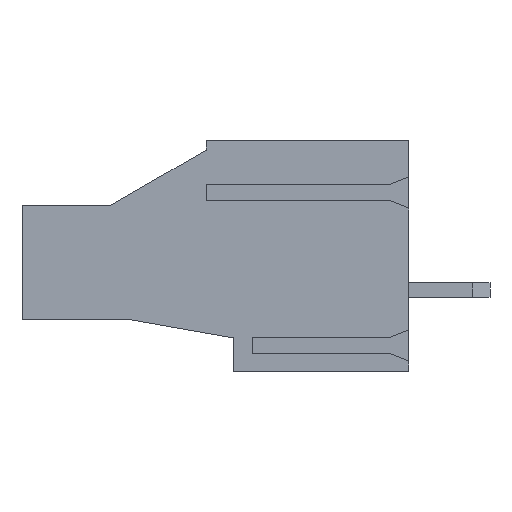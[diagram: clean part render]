
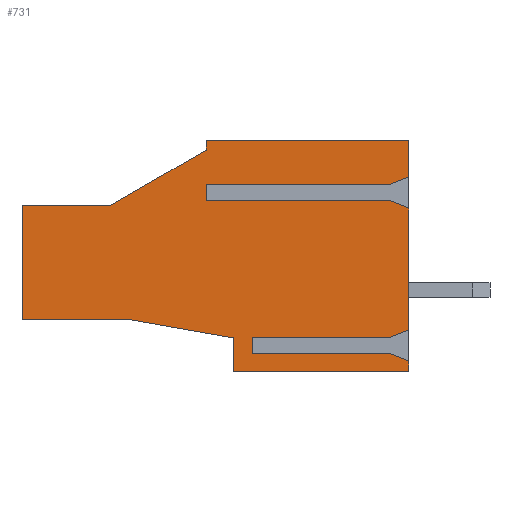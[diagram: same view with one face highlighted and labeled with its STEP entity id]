
A CAD part, left-side view. The second image highlights one B-rep face of the part: STEP entity #731.
In plain terms, the highlighted planar face has unit normal (-1, 0, 0).
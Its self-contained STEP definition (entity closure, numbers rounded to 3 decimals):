
#731 = ADVANCED_FACE( '', ( #1547 ), #1548, .T. );
#1547 = FACE_OUTER_BOUND( '', #2433, .T. );
#1548 = PLANE( '', #2434 );
#2433 = EDGE_LOOP( '', ( #4644, #4645, #4646, #4647, #4648, #4649, #4650, #4651, #4652, #4653, #4654, #4655, #4656, #4657, #4658, #4659, #4660, #4661, #4662, #4663, #4664, #4665 ) );
#2434 = AXIS2_PLACEMENT_3D( '', #4666, #4667, #4668 );
#4644 = ORIENTED_EDGE( '', *, *, #5925, .T. );
#4645 = ORIENTED_EDGE( '', *, *, #5613, .F. );
#4646 = ORIENTED_EDGE( '', *, *, #6201, .F. );
#4647 = ORIENTED_EDGE( '', *, *, #6202, .T. );
#4648 = ORIENTED_EDGE( '', *, *, #6203, .T. );
#4649 = ORIENTED_EDGE( '', *, *, #6145, .T. );
#4650 = ORIENTED_EDGE( '', *, *, #6186, .T. );
#4651 = ORIENTED_EDGE( '', *, *, #6019, .F. );
#4652 = ORIENTED_EDGE( '', *, *, #5569, .F. );
#4653 = ORIENTED_EDGE( '', *, *, #6204, .T. );
#4654 = ORIENTED_EDGE( '', *, *, #6205, .T. );
#4655 = ORIENTED_EDGE( '', *, *, #5738, .T. );
#4656 = ORIENTED_EDGE( '', *, *, #5986, .T. );
#4657 = ORIENTED_EDGE( '', *, *, #5950, .T. );
#4658 = ORIENTED_EDGE( '', *, *, #5321, .T. );
#4659 = ORIENTED_EDGE( '', *, *, #5899, .T. );
#4660 = ORIENTED_EDGE( '', *, *, #5394, .T. );
#4661 = ORIENTED_EDGE( '', *, *, #5668, .T. );
#4662 = ORIENTED_EDGE( '', *, *, #5536, .T. );
#4663 = ORIENTED_EDGE( '', *, *, #6108, .T. );
#4664 = ORIENTED_EDGE( '', *, *, #6206, .T. );
#4665 = ORIENTED_EDGE( '', *, *, #5921, .T. );
#4666 = CARTESIAN_POINT( '', ( -89.29, -83.045, -3.5 ) );
#4667 = DIRECTION( '', ( -1., 0., 0. ) );
#4668 = DIRECTION( '', ( 0., 1., 0. ) );
#5321 = EDGE_CURVE( '', #6389, #6387, #6390, .T. );
#5394 = EDGE_CURVE( '', #6524, #6528, #6530, .T. );
#5536 = EDGE_CURVE( '', #6767, #6765, #6768, .T. );
#5569 = EDGE_CURVE( '', #6822, #6823, #6824, .T. );
#5613 = EDGE_CURVE( '', #6891, #6893, #6894, .T. );
#5668 = EDGE_CURVE( '', #6528, #6767, #6981, .T. );
#5738 = EDGE_CURVE( '', #7094, #7092, #7095, .T. );
#5899 = EDGE_CURVE( '', #6387, #6524, #7339, .T. );
#5921 = EDGE_CURVE( '', #7373, #7371, #7374, .T. );
#5925 = EDGE_CURVE( '', #7371, #6893, #7378, .T. );
#5950 = EDGE_CURVE( '', #7412, #6389, #7413, .T. );
#5986 = EDGE_CURVE( '', #7092, #7412, #7463, .T. );
#6019 = EDGE_CURVE( '', #6823, #7502, #7503, .T. );
#6108 = EDGE_CURVE( '', #6765, #7617, #7618, .T. );
#6145 = EDGE_CURVE( '', #7660, #7661, #7662, .T. );
#6186 = EDGE_CURVE( '', #7661, #7502, #7707, .T. );
#6201 = EDGE_CURVE( '', #7723, #6891, #7724, .T. );
#6202 = EDGE_CURVE( '', #7723, #7725, #7726, .T. );
#6203 = EDGE_CURVE( '', #7725, #7660, #7727, .T. );
#6204 = EDGE_CURVE( '', #6822, #7728, #7729, .T. );
#6205 = EDGE_CURVE( '', #7728, #7094, #7730, .T. );
#6206 = EDGE_CURVE( '', #7617, #7373, #7731, .T. );
#6387 = VERTEX_POINT( '', #7946 );
#6389 = VERTEX_POINT( '', #7949 );
#6390 = LINE( '', #7950, #7951 );
#6524 = VERTEX_POINT( '', #8148 );
#6528 = VERTEX_POINT( '', #8154 );
#6530 = LINE( '', #8157, #8158 );
#6765 = VERTEX_POINT( '', #8490 );
#6767 = VERTEX_POINT( '', #8493 );
#6768 = LINE( '', #8494, #8495 );
#6822 = VERTEX_POINT( '', #8571 );
#6823 = VERTEX_POINT( '', #8572 );
#6824 = LINE( '', #8573, #8574 );
#6891 = VERTEX_POINT( '', #8674 );
#6893 = VERTEX_POINT( '', #8677 );
#6894 = LINE( '', #8678, #8679 );
#6981 = LINE( '', #8803, #8804 );
#7092 = VERTEX_POINT( '', #8960 );
#7094 = VERTEX_POINT( '', #8963 );
#7095 = LINE( '', #8964, #8965 );
#7339 = LINE( '', #9331, #9332 );
#7371 = VERTEX_POINT( '', #9375 );
#7373 = VERTEX_POINT( '', #9378 );
#7374 = LINE( '', #9379, #9380 );
#7378 = LINE( '', #9386, #9387 );
#7412 = VERTEX_POINT( '', #9435 );
#7413 = LINE( '', #9436, #9437 );
#7463 = LINE( '', #9511, #9512 );
#7502 = VERTEX_POINT( '', #9573 );
#7503 = LINE( '', #9574, #9575 );
#7617 = VERTEX_POINT( '', #9744 );
#7618 = LINE( '', #9745, #9746 );
#7660 = VERTEX_POINT( '', #9811 );
#7661 = VERTEX_POINT( '', #9812 );
#7662 = LINE( '', #9813, #9814 );
#7707 = LINE( '', #9880, #9881 );
#7723 = VERTEX_POINT( '', #9903 );
#7724 = LINE( '', #9904, #9905 );
#7725 = VERTEX_POINT( '', #9906 );
#7726 = LINE( '', #9907, #9908 );
#7727 = LINE( '', #9909, #9910 );
#7728 = VERTEX_POINT( '', #9911 );
#7729 = LINE( '', #9912, #9913 );
#7730 = LINE( '', #9914, #9915 );
#7731 = LINE( '', #9916, #9917 );
#7946 = CARTESIAN_POINT( '', ( -89.29, -83.045, -3.5 ) );
#7949 = CARTESIAN_POINT( '', ( -89.29, -87.849, -3.5 ) );
#7950 = CARTESIAN_POINT( '', ( -89.29, -83.045, -3.5 ) );
#7951 = VECTOR( '', #10113, 1000. );
#8148 = CARTESIAN_POINT( '', ( -89.29, -83.045, -9.7 ) );
#8154 = CARTESIAN_POINT( '', ( -89.29, -88.874, -9.7 ) );
#8157 = CARTESIAN_POINT( '', ( -89.29, -88.874, -9.7 ) );
#8158 = VECTOR( '', #10186, 1000. );
#8490 = CARTESIAN_POINT( '', ( -89.29, -94.545, -12.5 ) );
#8493 = CARTESIAN_POINT( '', ( -89.29, -94.545, -10.7 ) );
#8494 = CARTESIAN_POINT( '', ( -89.29, -94.545, -12.5 ) );
#8495 = VECTOR( '', #10327, 1000. );
#8571 = CARTESIAN_POINT( '', ( -89.29, -103.045, -2.35 ) );
#8572 = CARTESIAN_POINT( '', ( -89.29, -93.045, -2.35 ) );
#8573 = CARTESIAN_POINT( '', ( -89.29, -104.045, -2.35 ) );
#8574 = VECTOR( '', #10362, 1000. );
#8674 = CARTESIAN_POINT( '', ( -89.29, -95.545, -10.65 ) );
#8677 = CARTESIAN_POINT( '', ( -89.29, -95.545, -11.55 ) );
#8678 = CARTESIAN_POINT( '', ( -89.29, -95.545, -11.55 ) );
#8679 = VECTOR( '', #10397, 1000. );
#8803 = CARTESIAN_POINT( '', ( -89.29, -94.545, -10.7 ) );
#8804 = VECTOR( '', #10450, 1000. );
#8960 = CARTESIAN_POINT( '', ( -89.29, -93.045, 0. ) );
#8963 = CARTESIAN_POINT( '', ( -89.29, -104.045, 0. ) );
#8964 = CARTESIAN_POINT( '', ( -89.29, -93.045, 0. ) );
#8965 = VECTOR( '', #10521, 1000. );
#9331 = CARTESIAN_POINT( '', ( -89.29, -83.045, -9.7 ) );
#9332 = VECTOR( '', #10662, 1000. );
#9375 = CARTESIAN_POINT( '', ( -89.29, -103.045, -11.55 ) );
#9378 = CARTESIAN_POINT( '', ( -89.29, -104.045, -11.944 ) );
#9379 = CARTESIAN_POINT( '', ( -89.29, -82.989, -3.643 ) );
#9380 = VECTOR( '', #10687, 1000. );
#9386 = CARTESIAN_POINT( '', ( -89.29, -106.545, -11.55 ) );
#9387 = VECTOR( '', #10690, 1000. );
#9435 = CARTESIAN_POINT( '', ( -89.29, -93.045, -0.5 ) );
#9436 = CARTESIAN_POINT( '', ( -89.29, -87.849, -3.5 ) );
#9437 = VECTOR( '', #10711, 1000. );
#9511 = CARTESIAN_POINT( '', ( -89.29, -93.045, -0.5 ) );
#9512 = VECTOR( '', #10739, 1000. );
#9573 = CARTESIAN_POINT( '', ( -89.29, -93.045, -3.25 ) );
#9574 = CARTESIAN_POINT( '', ( -89.29, -93.045, -3.25 ) );
#9575 = VECTOR( '', #10762, 1000. );
#9744 = CARTESIAN_POINT( '', ( -89.29, -104.045, -12.5 ) );
#9745 = CARTESIAN_POINT( '', ( -89.29, -104.045, -12.5 ) );
#9746 = VECTOR( '', #10830, 1000. );
#9811 = CARTESIAN_POINT( '', ( -89.29, -104.045, -3.644 ) );
#9812 = CARTESIAN_POINT( '', ( -89.29, -103.045, -3.25 ) );
#9813 = CARTESIAN_POINT( '', ( -89.29, -85.821, 3.541 ) );
#9814 = VECTOR( '', #10854, 1000. );
#9880 = CARTESIAN_POINT( '', ( -89.29, -104.045, -3.25 ) );
#9881 = VECTOR( '', #10882, 1000. );
#9903 = CARTESIAN_POINT( '', ( -89.29, -103.045, -10.65 ) );
#9904 = CARTESIAN_POINT( '', ( -89.29, -106.545, -10.65 ) );
#9905 = VECTOR( '', #10889, 1000. );
#9906 = CARTESIAN_POINT( '', ( -89.29, -104.045, -10.256 ) );
#9907 = CARTESIAN_POINT( '', ( -89.29, -88.176, -16.512 ) );
#9908 = VECTOR( '', #10890, 1000. );
#9909 = CARTESIAN_POINT( '', ( -89.29, -104.045, 0. ) );
#9910 = VECTOR( '', #10891, 1000. );
#9911 = CARTESIAN_POINT( '', ( -89.29, -104.045, -1.956 ) );
#9912 = CARTESIAN_POINT( '', ( -89.29, -85.344, -9.329 ) );
#9913 = VECTOR( '', #10892, 1000. );
#9914 = CARTESIAN_POINT( '', ( -89.29, -104.045, 0. ) );
#9915 = VECTOR( '', #10893, 1000. );
#9916 = CARTESIAN_POINT( '', ( -89.29, -104.045, 0. ) );
#9917 = VECTOR( '', #10894, 1000. );
#10113 = DIRECTION( '', ( 0., 1., 0. ) );
#10186 = DIRECTION( '', ( 0., -1., 0. ) );
#10327 = DIRECTION( '', ( 0., 0., -1. ) );
#10362 = DIRECTION( '', ( 0., 1., 0. ) );
#10397 = DIRECTION( '', ( 0., 0., -1. ) );
#10450 = DIRECTION( '', ( 0., -0.985, -0.174 ) );
#10521 = DIRECTION( '', ( 0., 1., 0. ) );
#10662 = DIRECTION( '', ( 0., 0., -1. ) );
#10687 = DIRECTION( '', ( 0., 0.93, 0.367 ) );
#10690 = DIRECTION( '', ( 0., 1., 0. ) );
#10711 = DIRECTION( '', ( 0., 0.866, -0.5 ) );
#10739 = DIRECTION( '', ( 0., 0., -1. ) );
#10762 = DIRECTION( '', ( 0., 0., -1. ) );
#10830 = DIRECTION( '', ( 0., -1., 0. ) );
#10854 = DIRECTION( '', ( 0., 0.93, 0.367 ) );
#10882 = DIRECTION( '', ( 0., 1., 0. ) );
#10889 = DIRECTION( '', ( 0., 1., 0. ) );
#10890 = DIRECTION( '', ( 0., -0.93, 0.367 ) );
#10891 = DIRECTION( '', ( 0., 0., 1. ) );
#10892 = DIRECTION( '', ( 0., -0.93, 0.367 ) );
#10893 = DIRECTION( '', ( 0., 0., 1. ) );
#10894 = DIRECTION( '', ( 0., 0., 1. ) );
